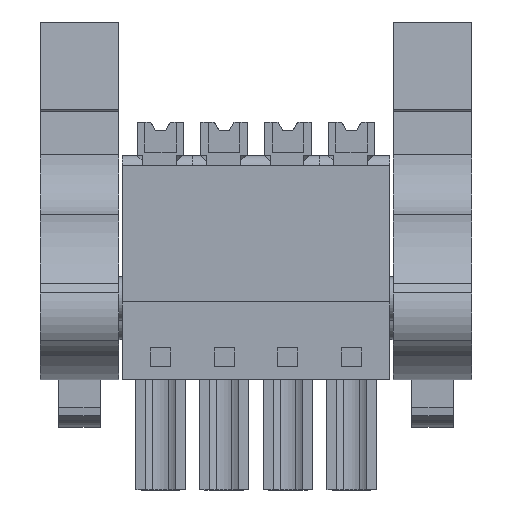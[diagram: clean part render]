
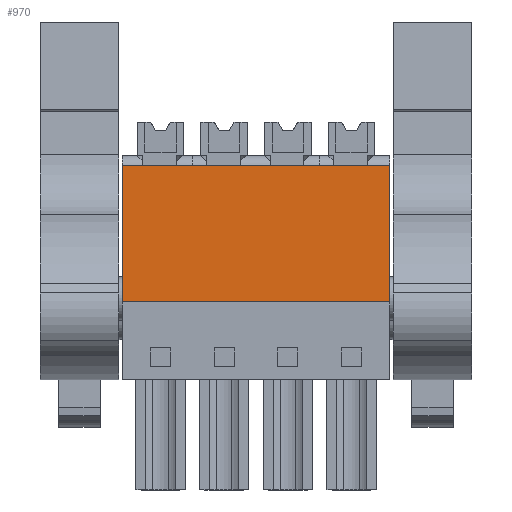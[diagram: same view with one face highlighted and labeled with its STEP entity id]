
A CAD part, front view. The second image highlights one B-rep face of the part: STEP entity #970.
In plain terms, the highlighted planar face has unit normal (0, -1, 0).
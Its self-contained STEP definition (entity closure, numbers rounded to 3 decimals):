
#950=AXIS2_PLACEMENT_3D('Plane Axis2P3D',#947,#948,#949) ;
#77=CARTESIAN_POINT('Vertex',(4.9,2.029,11.25)) ;
#80=CARTESIAN_POINT('Line Origine',(4.9,2.029,15.325)) ;
#84=CARTESIAN_POINT('Vertex',(4.9,2.029,19.4)) ;
#931=CARTESIAN_POINT('Vertex',(20.93,2.029,11.25)) ;
#934=CARTESIAN_POINT('Line Origine',(12.915,2.029,11.25)) ;
#947=CARTESIAN_POINT('Axis2P3D Location',(4.8,2.029,19.4)) ;
#952=CARTESIAN_POINT('Line Origine',(20.93,2.029,15.325)) ;
#956=CARTESIAN_POINT('Vertex',(20.93,2.029,19.4)) ;
#959=CARTESIAN_POINT('Line Origine',(12.915,2.029,19.4)) ;
#81=DIRECTION('Vector Direction',(0.,0.,1.)) ;
#935=DIRECTION('Vector Direction',(1.,0.,0.)) ;
#948=DIRECTION('Axis2P3D Direction',(0.,-1.,0.)) ;
#949=DIRECTION('Axis2P3D XDirection',(0.,0.,-1.)) ;
#953=DIRECTION('Vector Direction',(0.,0.,-1.)) ;
#960=DIRECTION('Vector Direction',(1.,0.,0.)) ;
#82=VECTOR('Line Direction',#81,1.) ;
#936=VECTOR('Line Direction',#935,1.) ;
#954=VECTOR('Line Direction',#953,1.) ;
#961=VECTOR('Line Direction',#960,1.) ;
#965=ORIENTED_EDGE('',*,*,#938,.T.) ;
#966=ORIENTED_EDGE('',*,*,#958,.F.) ;
#967=ORIENTED_EDGE('',*,*,#963,.F.) ;
#968=ORIENTED_EDGE('',*,*,#86,.F.) ;
#970=ADVANCED_FACE('HOUSING',(#969),#951,.T.) ;
#86=EDGE_CURVE('',#78,#85,#83,.T.) ;
#938=EDGE_CURVE('',#78,#932,#937,.T.) ;
#958=EDGE_CURVE('',#957,#932,#955,.T.) ;
#963=EDGE_CURVE('',#85,#957,#962,.T.) ;
#964=EDGE_LOOP('',(#965,#966,#967,#968)) ;
#969=FACE_OUTER_BOUND('',#964,.T.) ;
#83=LINE('Line',#80,#82) ;
#937=LINE('Line',#934,#936) ;
#955=LINE('Line',#952,#954) ;
#962=LINE('Line',#959,#961) ;
#951=PLANE('',#950) ;
#78=VERTEX_POINT('',#77) ;
#85=VERTEX_POINT('',#84) ;
#932=VERTEX_POINT('',#931) ;
#957=VERTEX_POINT('',#956) ;
